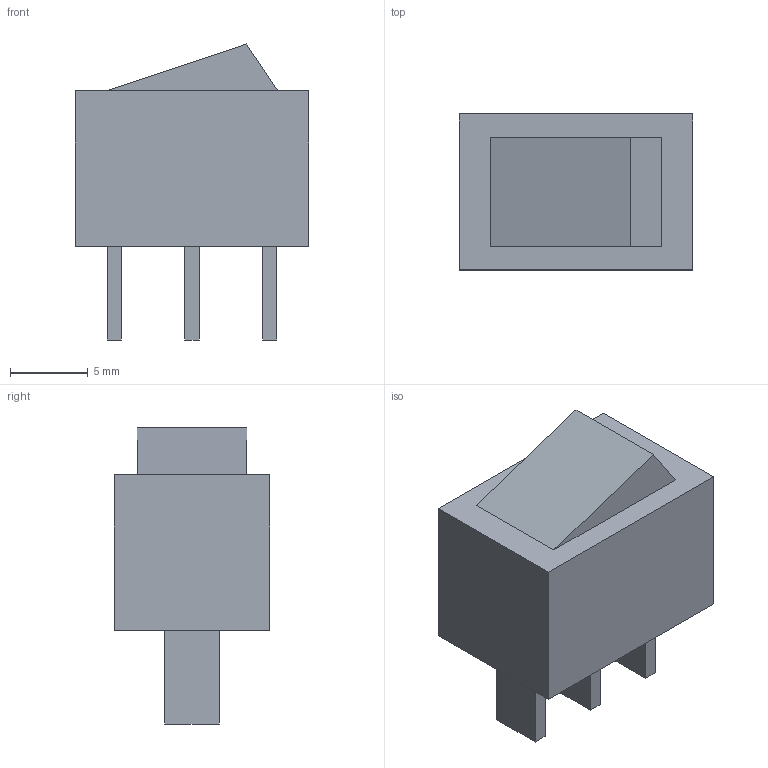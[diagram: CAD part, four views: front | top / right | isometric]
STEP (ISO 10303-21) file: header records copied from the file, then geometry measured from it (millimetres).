
FILE_DESCRIPTION (( 'STEP AP214' ), '1' );
FILE_NAME ('bt.STEP', '2021-02-01T11:54:04', ( '' ), ( '' ), 'SwSTEP 2.0', 'SolidWorks 2017', '' );
FILE_SCHEMA (( 'AUTOMOTIVE_DESIGN' ));
Length unit declared in the file: millimetre
Products named in the file (1): bt
Bounding box: 15 x 10 x 19 mm (x, y, z)
Volume: 1672.2 mm3; surface area: 1006 mm2
Topology: 1 solids, 1 shells, 25 faces, 57 edges, 38 vertices
Faces by surface type: plane 25
Entity records: 1000 total; most frequent: CARTESIAN_POINT 121, ORIENTED_EDGE 114, DIRECTION 109, EDGE_CURVE 57, VECTOR 57, LINE 57, VERTEX_POINT 38, EDGE_LOOP 29
